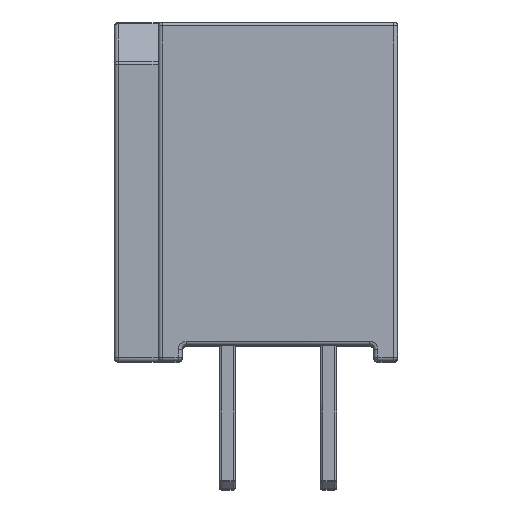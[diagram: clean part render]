
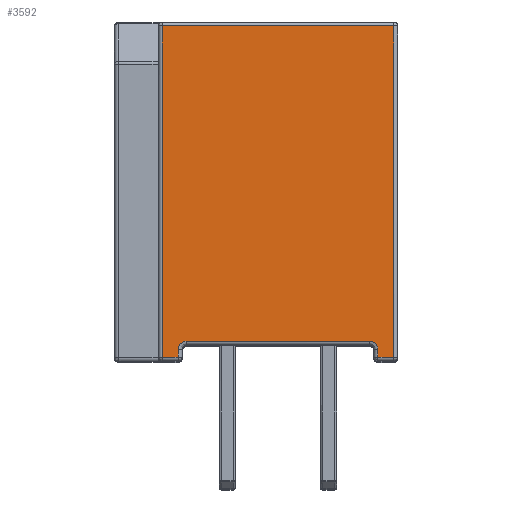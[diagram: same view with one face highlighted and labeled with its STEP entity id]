
A CAD part, top view. The second image highlights one B-rep face of the part: STEP entity #3592.
In plain terms, the highlighted free-form (B-spline) face has degree [1, 1] with [2, 2] control points.
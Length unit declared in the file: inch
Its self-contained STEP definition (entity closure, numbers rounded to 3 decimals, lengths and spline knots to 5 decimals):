
#129 = ORIENTED_EDGE ( 'NONE', *, *, #6534, .T. ) ;
#200 = VERTEX_POINT ( 'NONE', #2870 ) ;
#256 = EDGE_CURVE ( 'NONE', #3225, #2573, #323, .T. ) ;
#293 = CARTESIAN_POINT ( 'NONE',  ( 0., -0.15551, -0.09055 ) ) ;
#323 = B_SPLINE_CURVE_WITH_KNOTS ( 'NONE', 1,
 ( #1479, #3173 ),
 .UNSPECIFIED., .F., .F.,
 ( 2, 2 ),
 ( 0., 1. ),
 .UNSPECIFIED. ) ;
#378 = B_SPLINE_CURVE_WITH_KNOTS ( 'NONE', 1,
 ( #4528, #6794 ),
 .UNSPECIFIED., .F., .F.,
 ( 2, 2 ),
 ( 0., 1. ),
 .UNSPECIFIED. ) ;
#390 = CARTESIAN_POINT ( 'NONE',  ( 0., -0.17126, -0.09843 ) ) ;
#419 = CARTESIAN_POINT ( 'NONE',  ( 0., 0.15551, -0.11417 ) ) ;
#529 = CARTESIAN_POINT ( 'NONE',  ( 0., -0.15877, 0.09843 ) ) ;
#634 = VERTEX_POINT ( 'NONE', #7290 ) ;
#642 = CARTESIAN_POINT ( 'NONE',  ( 0., -0.15877, -0.09843 ) ) ;
#945 = B_SPLINE_CURVE_WITH_KNOTS ( 'NONE', 1,
 ( #1717, #4731 ),
 .UNSPECIFIED., .F., .F.,
 ( 2, 2 ),
 ( 0., 1. ),
 .UNSPECIFIED. ) ;
#1053 = CARTESIAN_POINT ( 'NONE',  ( 0., -0.15551, 0.09055 ) ) ;
#1449 =( BOUNDED_CURVE ( )  B_SPLINE_CURVE ( 3, ( #1053, #2153, #529, #3396 ),
 .UNSPECIFIED., .F., .F. ) 
 B_SPLINE_CURVE_WITH_KNOTS ( ( 4, 4 ),
 ( 0., 1.5708 ),
 .UNSPECIFIED. ) 
 CURVE ( )  GEOMETRIC_REPRESENTATION_ITEM ( )  RATIONAL_B_SPLINE_CURVE ( ( 0.957, 0.77, 0.77, 0.957 ) ) 
 REPRESENTATION_ITEM ( '' )  );
#1479 = CARTESIAN_POINT ( 'NONE',  ( 0., -0.17126, -0.11417 ) ) ;
#1520 = EDGE_LOOP ( 'NONE', ( #6942, #2560, #5782, #2771, #4416, #4177, #6818, #129, #1756, #2041 ) ) ;
#1717 = CARTESIAN_POINT ( 'NONE',  ( 0., -0.16339, -0.09843 ) ) ;
#1756 = ORIENTED_EDGE ( 'NONE', *, *, #6487, .T. ) ;
#1842 = CARTESIAN_POINT ( 'NONE',  ( 0., -0.17126, 0.09843 ) ) ;
#1869 = CARTESIAN_POINT ( 'NONE',  ( 0., -0.16339, -0.09843 ) ) ;
#1900 = B_SPLINE_CURVE_WITH_KNOTS ( 'NONE', 1,
 ( #5832, #3504 ),
 .UNSPECIFIED., .F., .F.,
 ( 2, 2 ),
 ( 0., 1. ),
 .UNSPECIFIED. ) ;
#2028 = EDGE_CURVE ( 'NONE', #6160, #200, #1900, .T. ) ;
#2041 = ORIENTED_EDGE ( 'NONE', *, *, #256, .T. ) ;
#2055 = CARTESIAN_POINT ( 'NONE',  ( 0., -0.17126, 0.09843 ) ) ;
#2098 = EDGE_CURVE ( 'NONE', #3113, #3216, #2695, .T. ) ;
#2153 = CARTESIAN_POINT ( 'NONE',  ( 0., -0.15551, 0.09516 ) ) ;
#2407 = CARTESIAN_POINT ( 'NONE',  ( 0., -0.16339, -0.09843 ) ) ;
#2445 = CARTESIAN_POINT ( 'NONE',  ( 0., -0.15551, 0.09055 ) ) ;
#2560 = ORIENTED_EDGE ( 'NONE', *, *, #2028, .T. ) ;
#2573 = VERTEX_POINT ( 'NONE', #3552 ) ;
#2595 = B_SPLINE_CURVE_WITH_KNOTS ( 'NONE', 1,
 ( #3006, #5311 ),
 .UNSPECIFIED., .F., .F.,
 ( 2, 2 ),
 ( 0., 1. ),
 .UNSPECIFIED. ) ;
#2616 = VERTEX_POINT ( 'NONE', #2445 ) ;
#2695 = B_SPLINE_CURVE_WITH_KNOTS ( 'NONE', 1,
 ( #7225, #3756 ),
 .UNSPECIFIED., .F., .F.,
 ( 2, 2 ),
 ( 0., 1. ),
 .UNSPECIFIED. ) ;
#2771 = ORIENTED_EDGE ( 'NONE', *, *, #2098, .T. ) ;
#2870 = CARTESIAN_POINT ( 'NONE',  ( 0., -0.17126, 0.11417 ) ) ;
#2879 = EDGE_CURVE ( 'NONE', #2616, #3216, #1449, .T. ) ;
#2945 = EDGE_CURVE ( 'NONE', #2616, #2989, #378, .T. ) ;
#2989 = VERTEX_POINT ( 'NONE', #293 ) ;
#3006 = CARTESIAN_POINT ( 'NONE',  ( 0., 0.15551, -0.11417 ) ) ;
#3113 = VERTEX_POINT ( 'NONE', #1842 ) ;
#3173 = CARTESIAN_POINT ( 'NONE',  ( 0., 0.15551, -0.11417 ) ) ;
#3216 = VERTEX_POINT ( 'NONE', #7263 ) ;
#3225 = VERTEX_POINT ( 'NONE', #6735 ) ;
#3230 = CARTESIAN_POINT ( 'NONE',  ( 0., -0.17126, 0.11417 ) ) ;
#3288 = CARTESIAN_POINT ( 'NONE',  ( 0., 0.15551, 0.11417 ) ) ;
#3396 = CARTESIAN_POINT ( 'NONE',  ( 0., -0.16339, 0.09843 ) ) ;
#3504 = CARTESIAN_POINT ( 'NONE',  ( 0., -0.17126, 0.11417 ) ) ;
#3552 = CARTESIAN_POINT ( 'NONE',  ( 0., 0.15551, -0.11417 ) ) ;
#3592 = ADVANCED_FACE ( 'NONE', ( #6571 ), #7042, .T. ) ;
#3739 = CARTESIAN_POINT ( 'NONE',  ( 0., -0.17126, 0.11417 ) ) ;
#3756 = CARTESIAN_POINT ( 'NONE',  ( 0., -0.16339, 0.09843 ) ) ;
#3846 = EDGE_CURVE ( 'NONE', #200, #3113, #7083, .T. ) ;
#4177 = ORIENTED_EDGE ( 'NONE', *, *, #2945, .T. ) ;
#4416 = ORIENTED_EDGE ( 'NONE', *, *, #2879, .F. ) ;
#4499 = EDGE_CURVE ( 'NONE', #2573, #6160, #2595, .T. ) ;
#4528 = CARTESIAN_POINT ( 'NONE',  ( 0., -0.15551, 0.09055 ) ) ;
#4563 = B_SPLINE_CURVE_WITH_KNOTS ( 'NONE', 1,
 ( #390, #6657 ),
 .UNSPECIFIED., .F., .F.,
 ( 2, 2 ),
 ( 0., 1. ),
 .UNSPECIFIED. ) ;
#4731 = CARTESIAN_POINT ( 'NONE',  ( 0., -0.17126, -0.09843 ) ) ;
#5196 = EDGE_CURVE ( 'NONE', #7209, #2989, #5242, .T. ) ;
#5242 =( BOUNDED_CURVE ( )  B_SPLINE_CURVE ( 3, ( #2407, #642, #5800, #5908 ),
 .UNSPECIFIED., .F., .F. ) 
 B_SPLINE_CURVE_WITH_KNOTS ( ( 4, 4 ),
 ( 0., 1.5708 ),
 .UNSPECIFIED. ) 
 CURVE ( )  GEOMETRIC_REPRESENTATION_ITEM ( )  RATIONAL_B_SPLINE_CURVE ( ( 0.957, 0.77, 0.77, 0.957 ) ) 
 REPRESENTATION_ITEM ( '' )  );
#5311 = CARTESIAN_POINT ( 'NONE',  ( 0., 0.15551, 0.11417 ) ) ;
#5782 = ORIENTED_EDGE ( 'NONE', *, *, #3846, .T. ) ;
#5800 = CARTESIAN_POINT ( 'NONE',  ( 0., -0.15551, -0.09516 ) ) ;
#5832 = CARTESIAN_POINT ( 'NONE',  ( 0., 0.15551, 0.11417 ) ) ;
#5908 = CARTESIAN_POINT ( 'NONE',  ( 0., -0.15551, -0.09055 ) ) ;
#6160 = VERTEX_POINT ( 'NONE', #7307 ) ;
#6487 = EDGE_CURVE ( 'NONE', #634, #3225, #4563, .T. ) ;
#6534 = EDGE_CURVE ( 'NONE', #7209, #634, #945, .T. ) ;
#6571 = FACE_OUTER_BOUND ( 'NONE', #1520, .T. ) ;
#6606 = CARTESIAN_POINT ( 'NONE',  ( 0., -0.17126, -0.11417 ) ) ;
#6657 = CARTESIAN_POINT ( 'NONE',  ( 0., -0.17126, -0.11417 ) ) ;
#6735 = CARTESIAN_POINT ( 'NONE',  ( 0., -0.17126, -0.11417 ) ) ;
#6794 = CARTESIAN_POINT ( 'NONE',  ( 0., -0.15551, -0.09055 ) ) ;
#6818 = ORIENTED_EDGE ( 'NONE', *, *, #5196, .F. ) ;
#6942 = ORIENTED_EDGE ( 'NONE', *, *, #4499, .T. ) ;
#7042 = B_SPLINE_SURFACE_WITH_KNOTS ( 'NONE', 1, 1, ( 
 ( #3739, #3288 ),
 ( #6606, #419 ) ),
 .UNSPECIFIED., .F., .F., .F.,
 ( 2, 2 ),
 ( 2, 2 ),
 ( 0., 1. ),
 ( 0., 1. ),
 .UNSPECIFIED. ) ;
#7083 = B_SPLINE_CURVE_WITH_KNOTS ( 'NONE', 1,
 ( #3230, #2055 ),
 .UNSPECIFIED., .F., .F.,
 ( 2, 2 ),
 ( 0., 1. ),
 .UNSPECIFIED. ) ;
#7209 = VERTEX_POINT ( 'NONE', #1869 ) ;
#7225 = CARTESIAN_POINT ( 'NONE',  ( 0., -0.17126, 0.09843 ) ) ;
#7263 = CARTESIAN_POINT ( 'NONE',  ( 0., -0.16339, 0.09843 ) ) ;
#7290 = CARTESIAN_POINT ( 'NONE',  ( 0., -0.17126, -0.09843 ) ) ;
#7307 = CARTESIAN_POINT ( 'NONE',  ( 0., 0.15551, 0.11417 ) ) ;
